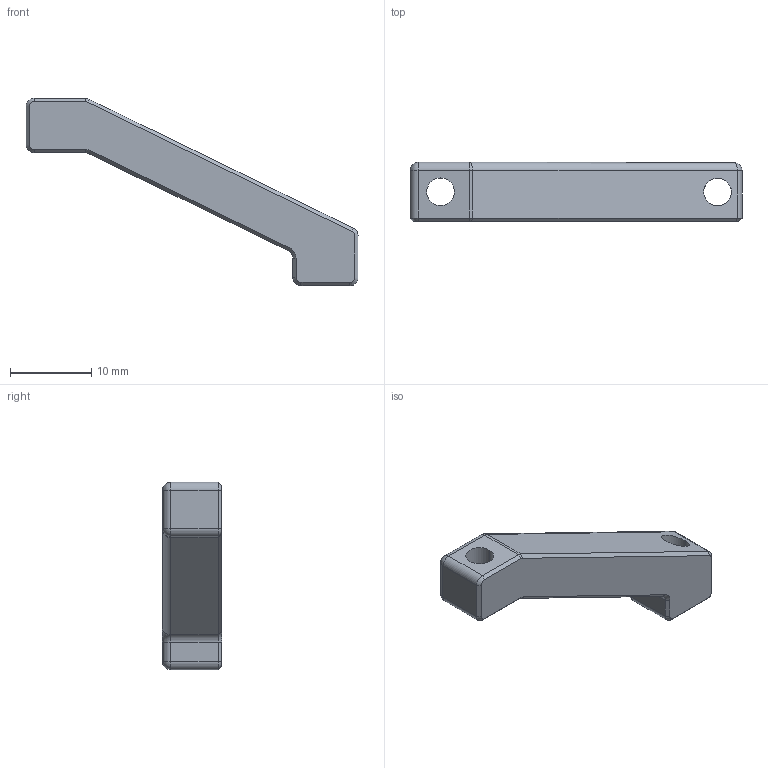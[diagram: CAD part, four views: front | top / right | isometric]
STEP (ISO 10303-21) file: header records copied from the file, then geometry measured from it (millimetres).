
FILE_DESCRIPTION (( 'STEP AP214' ), '1' );
FILE_NAME ('PSU-clip-R_to_octopus^psu_octopus_spider_and_pi_mount.STEP', '2021-09-04T10:59:33', ( '' ), ( '' ), 'SwSTEP 2.0', 'SolidWorks 2021', '' );
FILE_SCHEMA (( 'AUTOMOTIVE_DESIGN' ));
Length unit declared in the file: millimetre
Products named in the file (1): PSU-clip-R_to_octopus^psu_octopus_spider_and_pi_mount
Bounding box: 40.75 x 7.25 x 23 mm (x, y, z)
Volume: 1835.1 mm3; surface area: 1418.4 mm2
Topology: 1 solids, 1 shells, 60 faces, 139 edges, 76 vertices
Faces by surface type: cylinder 24, plane 20, cone 8, sphere 6, torus 2
Entity records: 1683 total; most frequent: DIRECTION 307, CARTESIAN_POINT 292, ORIENTED_EDGE 266, EDGE_CURVE 133, AXIS2_PLACEMENT_3D 117, VERTEX_POINT 76, LINE 73, VECTOR 73
